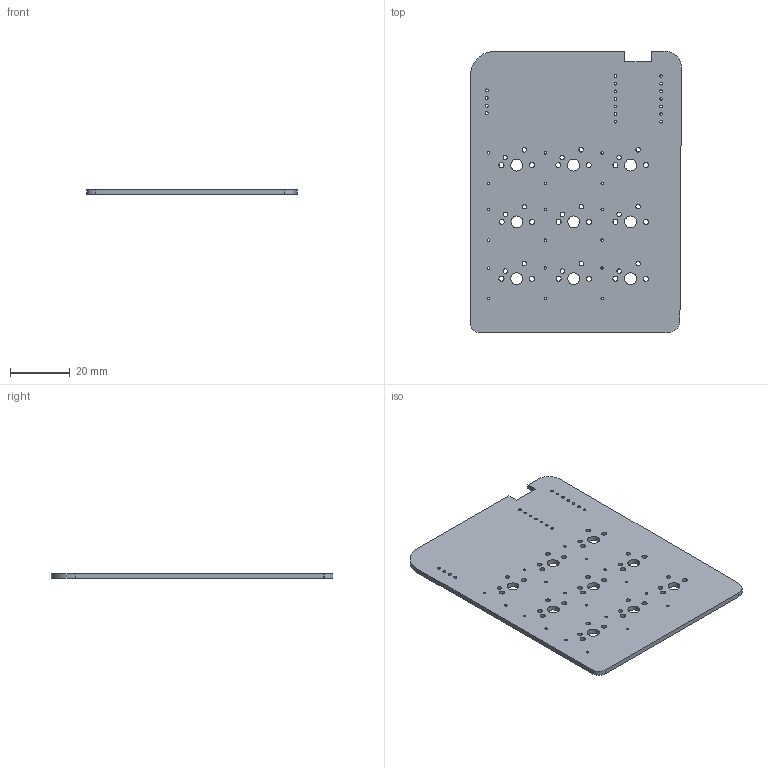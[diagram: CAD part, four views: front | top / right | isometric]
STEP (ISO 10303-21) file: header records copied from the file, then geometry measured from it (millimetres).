
FILE_DESCRIPTION(('KiCad electronic assembly'),'2;1');
FILE_NAME('FlightPad.step','2025-07-07T22:55:35',('Pcbnew'),('Kicad'), 'Open CASCADE STEP processor 7.8','KiCad to STEP converter','Unknown' );
FILE_SCHEMA(('AUTOMOTIVE_DESIGN { 1 0 10303 214 1 1 1 1 }'));
Length unit declared in the file: millimetre
Products named in the file (2): FlightPad 1; _autosave-FlightPad_PCB
Assembly tree (1 placements, depth 2):
  FlightPad 1
    _autosave-FlightPad_PCB
Bounding box: 70.5 x 94 x 1.6 mm (x, y, z)
Volume: 10143 mm3; surface area: 13828.2 mm2
Topology: 1 solids, 1 shells, 99 faces, 291 edges, 194 vertices
Faces by surface type: cylinder 85, plane 14
Full cylindrical faces by diameter (mm): 0.813 x18, 0.889 x14, 1 x4, 1.5 x18, 1.7 x18, 4 x9
Entity records: 3756 total; most frequent: DIRECTION 663, CARTESIAN_POINT 586, ORIENTED_EDGE 582, EDGE_CURVE 291, AXIS2_PLACEMENT_3D 271, FACE_BOUND 261, EDGE_LOOP 261, VERTEX_POINT 194
